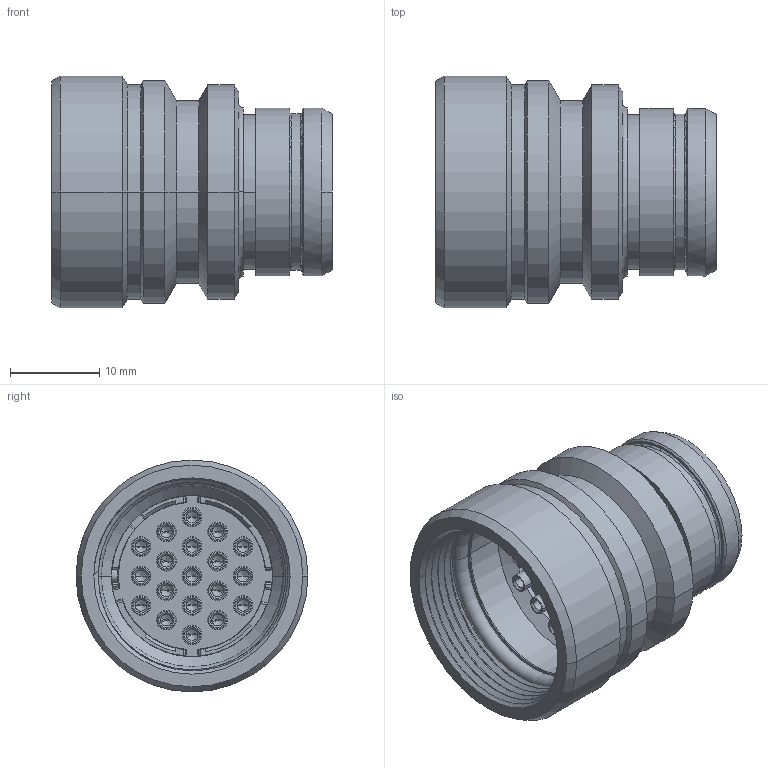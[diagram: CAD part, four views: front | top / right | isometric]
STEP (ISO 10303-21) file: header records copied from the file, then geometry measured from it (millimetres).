
FILE_DESCRIPTION((''),'2;1');
FILE_NAME('1332P319FZ','2024-07-30T15:37:20',('paultorloting'),('NET AG system integration'),'CREO PARAMETRIC BY PTC INC, 2021404','CREO PARAMETRIC BY PTC INC, 2021404','');
FILE_SCHEMA(('AUTOMOTIVE_DESIGN { 1 0 10303 214 1 1 1 1 }'));
Length unit declared in the file: millimetre
Products named in the file (1): 1332P319FZ
Bounding box: 31.5 x 26 x 26 mm (x, y, z)
Volume: 7129.1 mm3; surface area: 10029 mm2
Topology: 1 solids, 1 shells, 1795 faces, 4625 edges, 2917 vertices
Faces by surface type: plane 933, cylinder 466, torus 209, cone 183, bspline 4
Entity records: 70597 total; most frequent: CARTESIAN_POINT 13934, DIRECTION 9359, ORIENTED_EDGE 9098, EDGE_CURVE 4549, AXIS2_PLACEMENT_3D 3355, VERTEX_POINT 2917, VECTOR 2646, LINE 2646
